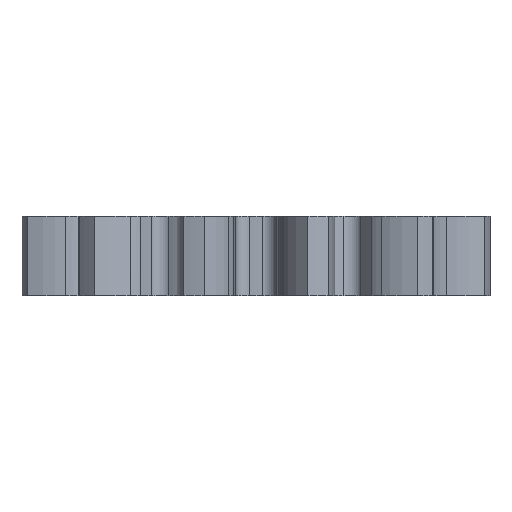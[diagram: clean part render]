
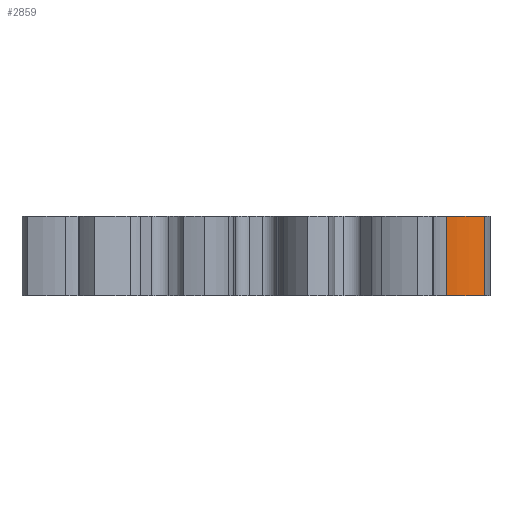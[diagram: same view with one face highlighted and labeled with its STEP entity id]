
A CAD part, front view. The second image highlights one B-rep face of the part: STEP entity #2859.
In plain terms, the highlighted face is a extrusion surface.
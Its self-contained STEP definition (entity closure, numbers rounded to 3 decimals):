
#1004 = VERTEX_POINT('',#1005);
#1005 = CARTESIAN_POINT('',(-47.566,-5.926,8.));
#1012 = EDGE_CURVE('',#1004,#1013,#1015,.T.);
#1013 = VERTEX_POINT('',#1014);
#1014 = CARTESIAN_POINT('',(-44.696,-5.443,8.));
#1015 = B_SPLINE_CURVE_WITH_KNOTS('',3,(#1016,#1017,#1018,#1019),
  .UNSPECIFIED.,.F.,.F.,(4,4),(0.,1.),.PIECEWISE_BEZIER_KNOTS.);
#1016 = CARTESIAN_POINT('',(-47.566,-5.926,8.));
#1017 = CARTESIAN_POINT('',(-46.908,-5.948,8.));
#1018 = CARTESIAN_POINT('',(-45.941,-5.863,8.));
#1019 = CARTESIAN_POINT('',(-44.696,-5.443,8.));
#2079 = VERTEX_POINT('',#2080);
#2080 = CARTESIAN_POINT('',(-47.566,-5.926,14.));
#2087 = EDGE_CURVE('',#2079,#2088,#2090,.T.);
#2088 = VERTEX_POINT('',#2089);
#2089 = CARTESIAN_POINT('',(-44.696,-5.443,14.));
#2090 = B_SPLINE_CURVE_WITH_KNOTS('',3,(#2091,#2092,#2093,#2094),
  .UNSPECIFIED.,.F.,.F.,(4,4),(0.,1.),.PIECEWISE_BEZIER_KNOTS.);
#2091 = CARTESIAN_POINT('',(-47.566,-5.926,14.));
#2092 = CARTESIAN_POINT('',(-46.908,-5.948,14.));
#2093 = CARTESIAN_POINT('',(-45.941,-5.863,14.));
#2094 = CARTESIAN_POINT('',(-44.696,-5.443,14.));
#2829 = EDGE_CURVE('',#1013,#2088,#2830,.T.);
#2830 = LINE('',#2831,#2832);
#2831 = CARTESIAN_POINT('',(-44.696,-5.443,8.));
#2832 = VECTOR('',#2833,1.);
#2833 = DIRECTION('',(0.,0.,1.));
#2859 = ADVANCED_FACE('',(#2860),#2871,.F.);
#2860 = FACE_BOUND('',#2861,.F.);
#2861 = EDGE_LOOP('',(#2862,#2868,#2869,#2870));
#2862 = ORIENTED_EDGE('',*,*,#2863,.T.);
#2863 = EDGE_CURVE('',#1004,#2079,#2864,.T.);
#2864 = LINE('',#2865,#2866);
#2865 = CARTESIAN_POINT('',(-47.566,-5.926,8.));
#2866 = VECTOR('',#2867,1.);
#2867 = DIRECTION('',(0.,0.,1.));
#2868 = ORIENTED_EDGE('',*,*,#2087,.T.);
#2869 = ORIENTED_EDGE('',*,*,#2829,.F.);
#2870 = ORIENTED_EDGE('',*,*,#1012,.F.);
#2871 = SURFACE_OF_LINEAR_EXTRUSION('',#2872,#2877);
#2872 = B_SPLINE_CURVE_WITH_KNOTS('',3,(#2873,#2874,#2875,#2876),
  .UNSPECIFIED.,.F.,.F.,(4,4),(0.,1.),.PIECEWISE_BEZIER_KNOTS.);
#2873 = CARTESIAN_POINT('',(-47.566,-5.926,8.));
#2874 = CARTESIAN_POINT('',(-46.908,-5.948,8.));
#2875 = CARTESIAN_POINT('',(-45.941,-5.863,8.));
#2876 = CARTESIAN_POINT('',(-44.696,-5.443,8.));
#2877 = VECTOR('',#2878,1.);
#2878 = DIRECTION('',(0.,0.,-1.));
